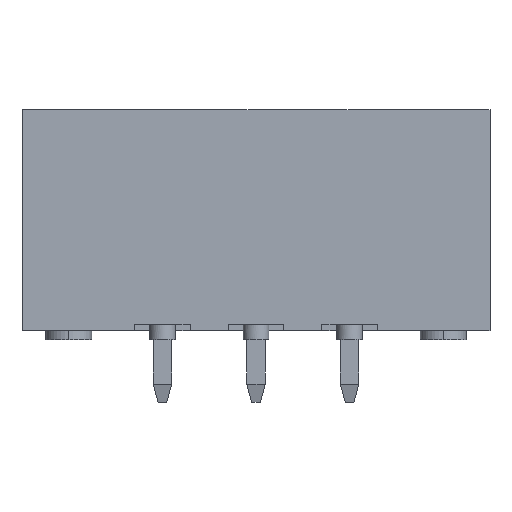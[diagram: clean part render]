
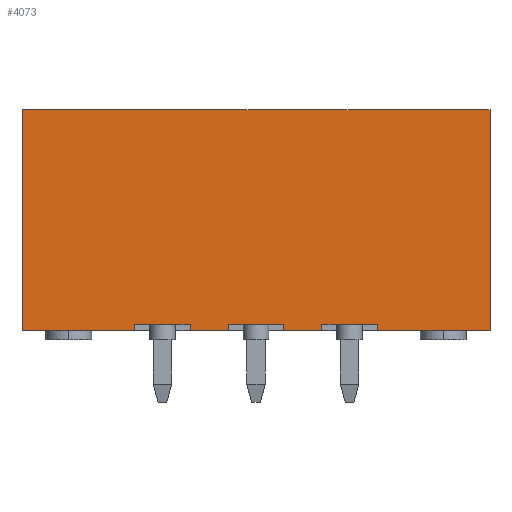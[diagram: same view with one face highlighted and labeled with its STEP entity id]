
A CAD part, front view. The second image highlights one B-rep face of the part: STEP entity #4073.
In plain terms, the highlighted planar face has unit normal (0, -1, 0).
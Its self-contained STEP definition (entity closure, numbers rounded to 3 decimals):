
#2913=CARTESIAN_POINT('',(-6.58,-3.8,0.35));
#2914=VERTEX_POINT('',#2913);
#2921=CARTESIAN_POINT('',(-6.58,-3.8,0.));
#2922=VERTEX_POINT('',#2921);
#2923=CARTESIAN_POINT('',(-6.58,-3.8,0.35));
#2924=DIRECTION('',(0.0,0.0,-1.0));
#2925=VECTOR('',#2924,0.35);
#2926=LINE('',#2923,#2925);
#2927=EDGE_CURVE('',#2914,#2922,#2926,.T.);
#3081=CARTESIAN_POINT('',(-12.7,-3.8,12.));
#3082=VERTEX_POINT('',#3081);
#3123=CARTESIAN_POINT('',(-12.7,-3.8,0.));
#3124=VERTEX_POINT('',#3123);
#3131=CARTESIAN_POINT('',(-12.7,-3.8,12.));
#3132=DIRECTION('',(0.0,0.0,-1.0));
#3133=VECTOR('',#3132,12.0);
#3134=LINE('',#3131,#3133);
#3135=EDGE_CURVE('',#3082,#3124,#3134,.T.);
#3222=CARTESIAN_POINT('',(-3.58,-3.8,0.35));
#3223=VERTEX_POINT('',#3222);
#3224=CARTESIAN_POINT('',(-6.58,-3.8,0.35));
#3225=DIRECTION('',(1.0,0.0,0.0));
#3226=VECTOR('',#3225,3.0);
#3227=LINE('',#3224,#3226);
#3228=EDGE_CURVE('',#2914,#3223,#3227,.T.);
#3368=CARTESIAN_POINT('',(-1.5,-3.8,0.35));
#3369=VERTEX_POINT('',#3368);
#3378=CARTESIAN_POINT('',(-1.5,-3.8,0.));
#3379=VERTEX_POINT('',#3378);
#3380=CARTESIAN_POINT('',(-1.5,-3.8,0.35));
#3381=DIRECTION('',(0.0,0.0,-1.0));
#3382=VECTOR('',#3381,0.35);
#3383=LINE('',#3380,#3382);
#3384=EDGE_CURVE('',#3369,#3379,#3383,.T.);
#3825=CARTESIAN_POINT('',(-3.58,-3.8,0.));
#3826=VERTEX_POINT('',#3825);
#3833=CARTESIAN_POINT('',(-3.58,-3.8,0.35));
#3834=DIRECTION('',(0.0,0.0,-1.0));
#3835=VECTOR('',#3834,0.35);
#3836=LINE('',#3833,#3835);
#3837=EDGE_CURVE('',#3223,#3826,#3836,.T.);
#3979=CARTESIAN_POINT('',(-13.97,-3.8,12.6));
#3980=DIRECTION('',(0.0,1.0,0.0));
#3981=DIRECTION('',(-1.0,0.0,0.0));
#3982=AXIS2_PLACEMENT_3D('',#3979,#3980,#3981);
#3983=PLANE('',#3982);
#3984=CARTESIAN_POINT('',(3.58,-3.8,0.35));
#3985=VERTEX_POINT('',#3984);
#3986=CARTESIAN_POINT('',(6.58,-3.8,0.35));
#3987=VERTEX_POINT('',#3986);
#3988=CARTESIAN_POINT('',(3.58,-3.8,0.35));
#3989=DIRECTION('',(1.0,0.0,0.0));
#3990=VECTOR('',#3989,3.);
#3991=LINE('',#3988,#3990);
#3992=EDGE_CURVE('',#3985,#3987,#3991,.T.);
#3993=ORIENTED_EDGE('',*,*,#3992,.T.);
#3994=CARTESIAN_POINT('',(6.58,-3.8,0.));
#3995=VERTEX_POINT('',#3994);
#3996=CARTESIAN_POINT('',(6.58,-3.8,0.));
#3997=DIRECTION('',(0.0,0.0,1.0));
#3998=VECTOR('',#3997,0.35);
#3999=LINE('',#3996,#3998);
#4000=EDGE_CURVE('',#3995,#3987,#3999,.T.);
#4001=ORIENTED_EDGE('',*,*,#4000,.F.);
#4002=CARTESIAN_POINT('',(12.7,-3.8,0.));
#4003=VERTEX_POINT('',#4002);
#4004=CARTESIAN_POINT('',(12.7,-3.8,0.));
#4005=DIRECTION('',(-1.0,0.0,0.0));
#4006=VECTOR('',#4005,6.12);
#4007=LINE('',#4004,#4006);
#4008=EDGE_CURVE('',#4003,#3995,#4007,.T.);
#4009=ORIENTED_EDGE('',*,*,#4008,.F.);
#4010=CARTESIAN_POINT('',(12.7,-3.8,12.));
#4011=VERTEX_POINT('',#4010);
#4012=CARTESIAN_POINT('',(12.7,-3.8,0.));
#4013=DIRECTION('',(0.0,0.0,1.0));
#4014=VECTOR('',#4013,12.0);
#4015=LINE('',#4012,#4014);
#4016=EDGE_CURVE('',#4003,#4011,#4015,.T.);
#4017=ORIENTED_EDGE('',*,*,#4016,.T.);
#4018=CARTESIAN_POINT('',(-12.7,-3.8,12.));
#4019=DIRECTION('',(1.0,0.0,0.0));
#4020=VECTOR('',#4019,25.4);
#4021=LINE('',#4018,#4020);
#4022=EDGE_CURVE('',#3082,#4011,#4021,.T.);
#4023=ORIENTED_EDGE('',*,*,#4022,.F.);
#4024=ORIENTED_EDGE('',*,*,#3135,.T.);
#4025=CARTESIAN_POINT('',(-6.58,-3.8,0.));
#4026=DIRECTION('',(-1.0,0.0,0.0));
#4027=VECTOR('',#4026,6.12);
#4028=LINE('',#4025,#4027);
#4029=EDGE_CURVE('',#2922,#3124,#4028,.T.);
#4030=ORIENTED_EDGE('',*,*,#4029,.F.);
#4031=ORIENTED_EDGE('',*,*,#2927,.F.);
#4032=ORIENTED_EDGE('',*,*,#3228,.T.);
#4033=ORIENTED_EDGE('',*,*,#3837,.T.);
#4034=CARTESIAN_POINT('',(-3.58,-3.8,0.));
#4035=DIRECTION('',(1.0,0.0,0.0));
#4036=VECTOR('',#4035,2.08);
#4037=LINE('',#4034,#4036);
#4038=EDGE_CURVE('',#3826,#3379,#4037,.T.);
#4039=ORIENTED_EDGE('',*,*,#4038,.T.);
#4040=ORIENTED_EDGE('',*,*,#3384,.F.);
#4041=CARTESIAN_POINT('',(1.5,-3.8,0.35));
#4042=VERTEX_POINT('',#4041);
#4043=CARTESIAN_POINT('',(-1.5,-3.8,0.35));
#4044=DIRECTION('',(1.0,0.0,0.0));
#4045=VECTOR('',#4044,3.);
#4046=LINE('',#4043,#4045);
#4047=EDGE_CURVE('',#3369,#4042,#4046,.T.);
#4048=ORIENTED_EDGE('',*,*,#4047,.T.);
#4049=CARTESIAN_POINT('',(1.5,-3.8,0.));
#4050=VERTEX_POINT('',#4049);
#4051=CARTESIAN_POINT('',(1.5,-3.8,0.35));
#4052=DIRECTION('',(0.0,0.0,-1.0));
#4053=VECTOR('',#4052,0.35);
#4054=LINE('',#4051,#4053);
#4055=EDGE_CURVE('',#4042,#4050,#4054,.T.);
#4056=ORIENTED_EDGE('',*,*,#4055,.T.);
#4057=CARTESIAN_POINT('',(3.58,-3.8,0.));
#4058=VERTEX_POINT('',#4057);
#4059=CARTESIAN_POINT('',(1.5,-3.8,0.));
#4060=DIRECTION('',(1.0,0.0,0.0));
#4061=VECTOR('',#4060,2.08);
#4062=LINE('',#4059,#4061);
#4063=EDGE_CURVE('',#4050,#4058,#4062,.T.);
#4064=ORIENTED_EDGE('',*,*,#4063,.T.);
#4065=CARTESIAN_POINT('',(3.58,-3.8,0.35));
#4066=DIRECTION('',(0.0,0.0,-1.0));
#4067=VECTOR('',#4066,0.35);
#4068=LINE('',#4065,#4067);
#4069=EDGE_CURVE('',#3985,#4058,#4068,.T.);
#4070=ORIENTED_EDGE('',*,*,#4069,.F.);
#4071=EDGE_LOOP('',(#3993,#4001,#4009,#4017,#4023,#4024,#4030,#4031,#4032,#4033,#4039,#4040,#4048,#4056,#4064,#4070));
#4072=FACE_OUTER_BOUND('',#4071,.T.);
#4073=ADVANCED_FACE('',(#4072),#3983,.F.);
